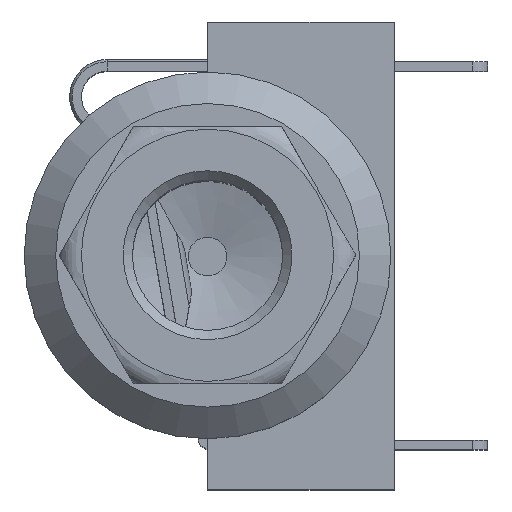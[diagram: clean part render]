
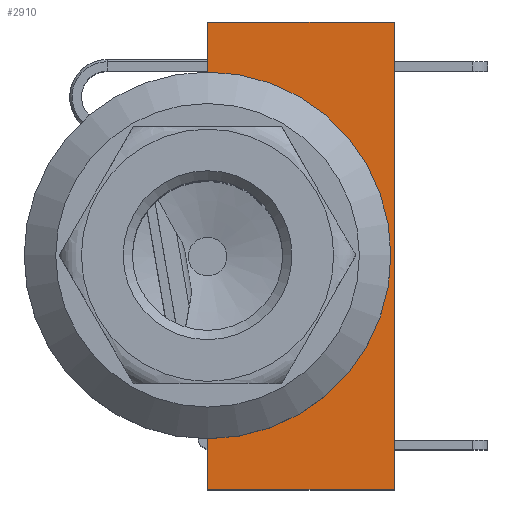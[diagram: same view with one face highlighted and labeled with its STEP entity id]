
A CAD part, top view. The second image highlights one B-rep face of the part: STEP entity #2910.
In plain terms, the highlighted planar face has unit normal (0, 0, 1).
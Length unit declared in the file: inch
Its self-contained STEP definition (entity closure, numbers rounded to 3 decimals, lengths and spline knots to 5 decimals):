
#745=CARTESIAN_POINT('',(0.31496,0.3937,0.0));
#746=VERTEX_POINT('',#745);
#753=CARTESIAN_POINT('',(0.31496,-0.3937,0.0));
#754=VERTEX_POINT('',#753);
#755=CARTESIAN_POINT('',(0.31496,-0.3937,0.0));
#756=DIRECTION('',(0.0,1.0,0.0));
#757=VECTOR('',#756,0.7874);
#758=LINE('',#755,#757);
#759=EDGE_CURVE('',#754,#746,#758,.T.);
#1415=CARTESIAN_POINT('',(0.,-0.3937,0.0));
#1416=VERTEX_POINT('',#1415);
#1423=CARTESIAN_POINT('',(0.,-0.29528,0.0));
#1424=VERTEX_POINT('',#1423);
#1425=CARTESIAN_POINT('',(0.0,-0.29528,0.0));
#1426=DIRECTION('',(0.0,-1.0,0.0));
#1427=VECTOR('',#1426,0.09843);
#1428=LINE('',#1425,#1427);
#1429=EDGE_CURVE('',#1424,#1416,#1428,.T.);
#2035=CARTESIAN_POINT('',(0.,-0.3937,0.0));
#2036=DIRECTION('',(1.0,0.0,0.0));
#2037=VECTOR('',#2036,0.31496);
#2038=LINE('',#2035,#2037);
#2039=EDGE_CURVE('',#1416,#754,#2038,.T.);
#2057=CARTESIAN_POINT('',(0.0,0.3937,0.0));
#2058=VERTEX_POINT('',#2057);
#2065=CARTESIAN_POINT('',(0.31496,0.3937,0.0));
#2066=DIRECTION('',(-1.0,0.0,0.0));
#2067=VECTOR('',#2066,0.31496);
#2068=LINE('',#2065,#2067);
#2069=EDGE_CURVE('',#746,#2058,#2068,.T.);
#2119=CARTESIAN_POINT('',(0.,0.29528,0.0));
#2120=VERTEX_POINT('',#2119);
#2127=CARTESIAN_POINT('',(0.0,0.3937,0.0));
#2128=DIRECTION('',(0.0,-1.0,0.0));
#2129=VECTOR('',#2128,0.09843);
#2130=LINE('',#2127,#2129);
#2131=EDGE_CURVE('',#2058,#2120,#2130,.T.);
#2512=CARTESIAN_POINT('',(-0.00005,0.0,0.0));
#2513=DIRECTION('',(0.0,0.0,-1.0));
#2514=DIRECTION('',(1.0,0.0,0.0));
#2515=AXIS2_PLACEMENT_3D('',#2512,#2513,#2514);
#2516=CIRCLE('',#2515,0.29528);
#2517=EDGE_CURVE('',#1424,#2120,#2516,.T.);
#2886=CARTESIAN_POINT('',(0.31496,0.3937,0.0));
#2887=DIRECTION('',(0.0,0.0,1.0));
#2888=DIRECTION('',(1.0,0.0,0.0));
#2889=AXIS2_PLACEMENT_3D('',#2886,#2887,#2888);
#2890=PLANE('',#2889);
#2891=ORIENTED_EDGE('',*,*,#2131,.T.);
#2892=ORIENTED_EDGE('',*,*,#2517,.F.);
#2893=ORIENTED_EDGE('',*,*,#1429,.T.);
#2894=ORIENTED_EDGE('',*,*,#2039,.T.);
#2895=ORIENTED_EDGE('',*,*,#759,.T.);
#2896=ORIENTED_EDGE('',*,*,#2069,.T.);
#2897=EDGE_LOOP('',(#2891,#2892,#2893,#2894,#2895,#2896));
#2898=FACE_OUTER_BOUND('',#2897,.T.);
#2899=CARTESIAN_POINT('',(0.21654,0.0,0.0));
#2900=VERTEX_POINT('',#2899);
#2901=CARTESIAN_POINT('',(0.0,0.0,0.0));
#2902=DIRECTION('',(0.0,0.0,1.0));
#2903=DIRECTION('',(1.0,0.0,0.0));
#2904=AXIS2_PLACEMENT_3D('',#2901,#2902,#2903);
#2905=CIRCLE('',#2904,0.21654);
#2906=EDGE_CURVE('',#2900,#2900,#2905,.T.);
#2907=ORIENTED_EDGE('',*,*,#2906,.F.);
#2908=EDGE_LOOP('',(#2907));
#2909=FACE_BOUND('',#2908,.T.);
#2910=ADVANCED_FACE('',(#2898,#2909),#2890,.T.);
